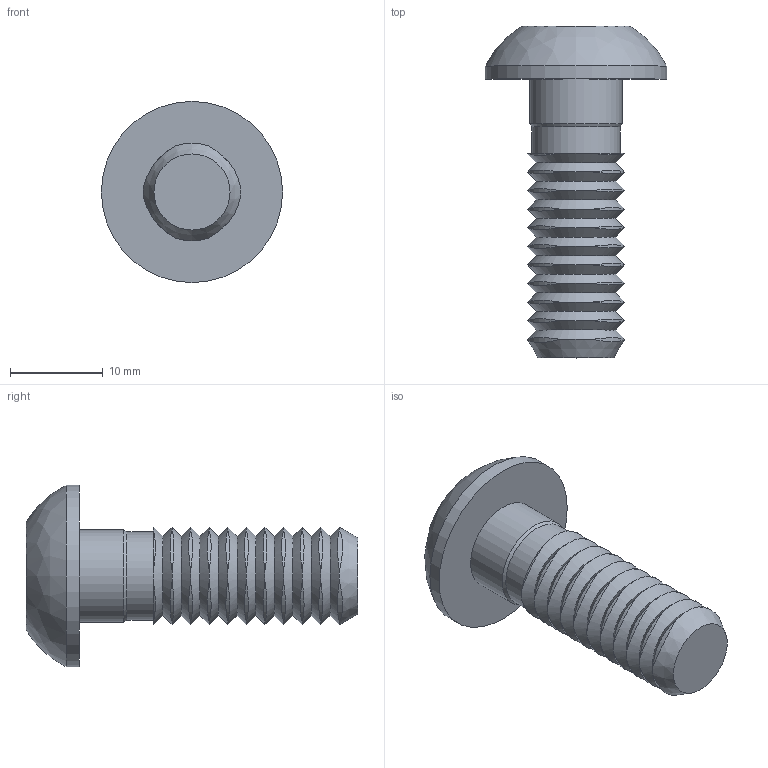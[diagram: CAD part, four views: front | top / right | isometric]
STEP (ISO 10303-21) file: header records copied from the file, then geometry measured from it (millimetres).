
FILE_DESCRIPTION( ( 'STEP AP214' ), '1' );
FILE_NAME( 'K1040.1012.stp', '2020-12-10T09:23:57', ( '' ), ( '' ), ' ', 'PARTsolutions', ' ' );
FILE_SCHEMA( ( 'AUTOMOTIVE_DESIGN { 1 0 10303 214 1 1 1 1 }' ) );
Length unit declared in the file: millimetre
Products named in the file (1): _K1040.1012
Bounding box: 19.5 x 35.7 x 19.5 mm (x, y, z)
Volume: 3343.9 mm3; surface area: 2003.6 mm2
Topology: 1 solids, 1 shells, 99 faces, 260 edges, 166 vertices
Faces by surface type: cylinder 59, cone 22, plane 17, bspline 1
Full cylindrical faces by diameter (mm): 9.5 x1, 9.9 x1, 19.5 x1
Entity records: 4243 total; most frequent: CARTESIAN_POINT 1273, ORIENTED_EDGE 444, DIRECTION 426, EDGE_CURVE 222, AXIS2_PLACEMENT_3D 189, VERTEX_POINT 154, EDGE_LOOP 128, FACE_OUTER_BOUND 103
